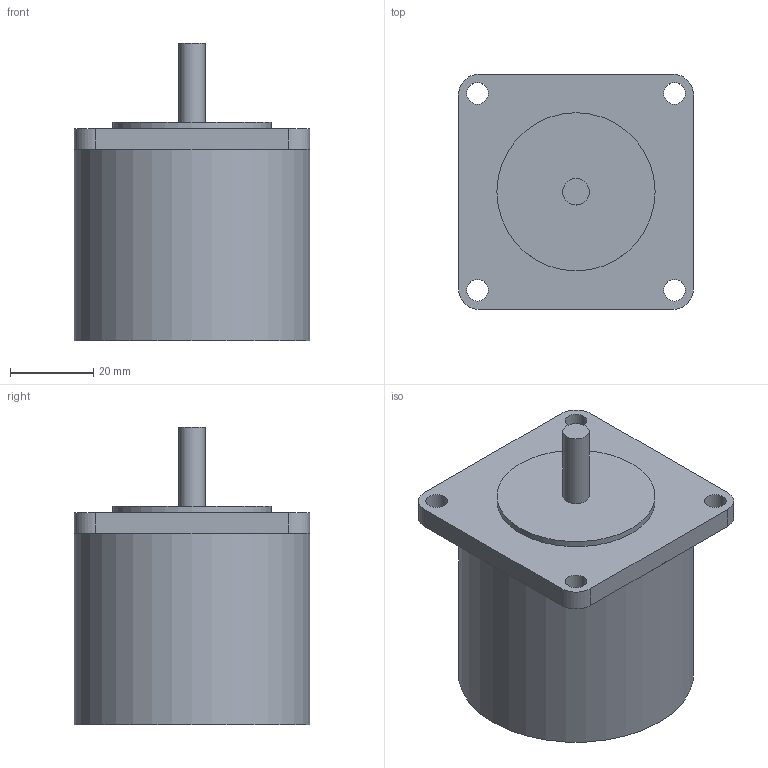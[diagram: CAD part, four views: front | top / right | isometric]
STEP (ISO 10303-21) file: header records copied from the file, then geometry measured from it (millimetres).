
FILE_DESCRIPTION(/* description */ (''),/* implementation_level */ '2;1');
FILE_NAME(/* name */ 'Stappenmotor.step',/* time_stamp */ '2024-09-26T14:31:18+02:00',/* author */ (''),/* organization */ (''),/* preprocessor_version */ 'ST-DEVELOPER v20',/* originating_system */ 'Autodesk Translation Framework v13.14.0.145',/* authorisation */ '');
FILE_SCHEMA (('AUTOMOTIVE_DESIGN { 1 0 10303 214 3 1 1 }'));
Length unit declared in the file: millimetre
Products named in the file (2): Samenstelling; Stappenmotor
Assembly tree (1 placements, depth 2):
  Samenstelling
    Stappenmotor
Bounding box: 56.5 x 56.5 x 71.5 mm (x, y, z)
Volume: 133062.7 mm3; surface area: 16308.6 mm2
Topology: 1 solids, 1 shells, 23 faces, 52 edges, 33 vertices
Faces by surface type: plane 12, cylinder 11
Full cylindrical faces by diameter (mm): 5.2 x4, 6.35 x1, 38 x1, 56.5 x1
Entity records: 734 total; most frequent: DIRECTION 129, CARTESIAN_POINT 111, ORIENTED_EDGE 104, EDGE_CURVE 52, AXIS2_PLACEMENT_3D 51, EDGE_LOOP 33, VERTEX_POINT 33, LINE 27
